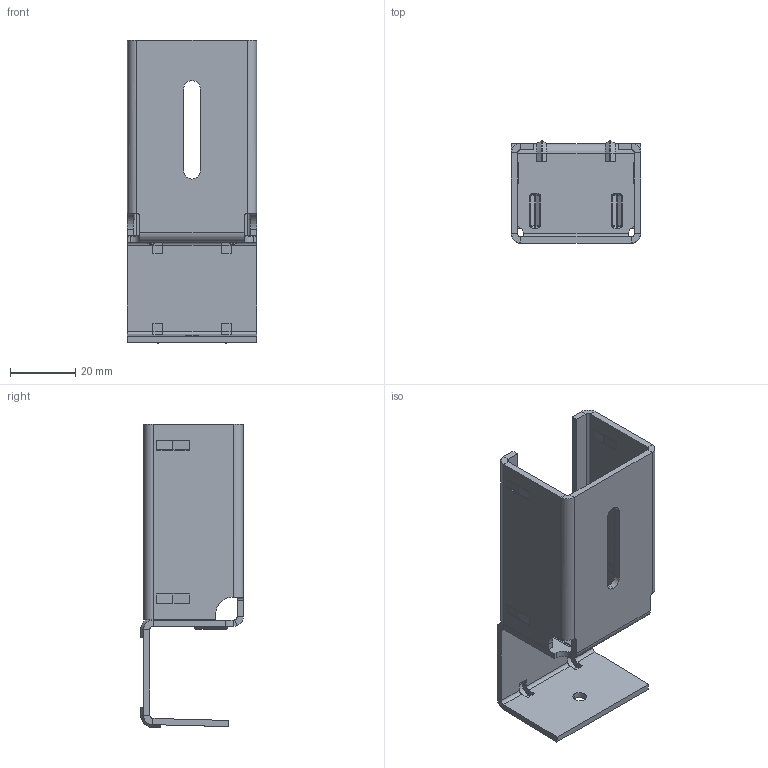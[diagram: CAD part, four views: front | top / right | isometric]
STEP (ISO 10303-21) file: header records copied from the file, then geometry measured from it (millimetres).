
FILE_DESCRIPTION (( 'STEP AP214' ), '1' );
FILE_NAME ('062MHD28M.STEP', '2015-11-04T10:08:18', ( '' ), ( '' ), 'SwSTEP 2.0', 'SolidWorks 2015', '' );
FILE_SCHEMA (( 'AUTOMOTIVE_DESIGN' ));
Length unit declared in the file: millimetre
Products named in the file (1): 062MHD28M
Bounding box: 39.6 x 31.52 x 93.16 mm (x, y, z)
Volume: 17295.6 mm3; surface area: 19775.9 mm2
Topology: 5 solids, 5 shells, 429 faces, 953 edges, 530 vertices
Faces by surface type: plane 170, cylinder 163, bspline 52, sphere 32, cone 8, torus 4
Entity records: 12855 total; most frequent: CARTESIAN_POINT 3761, ORIENTED_EDGE 1890, DIRECTION 1883, EDGE_CURVE 945, AXIS2_PLACEMENT_3D 676, LINE 531, VECTOR 531, VERTEX_POINT 530
